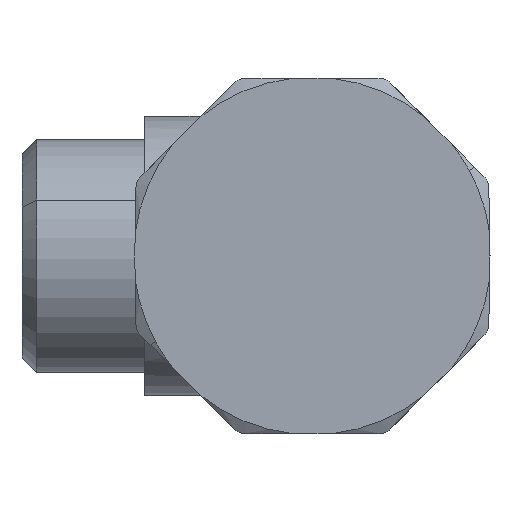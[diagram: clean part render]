
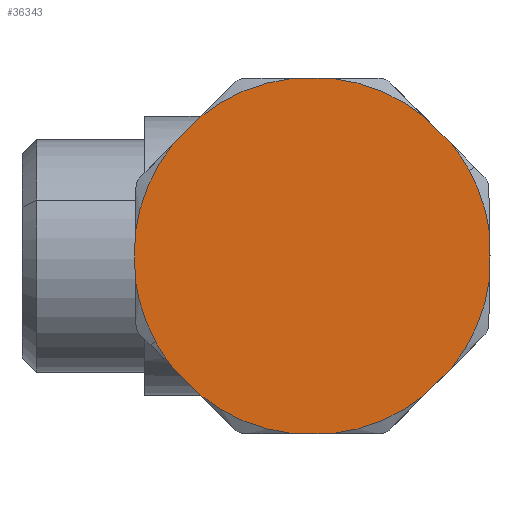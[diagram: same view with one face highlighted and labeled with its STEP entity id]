
A CAD part, left-side view. The second image highlights one B-rep face of the part: STEP entity #36343.
In plain terms, the highlighted planar face has unit normal (-1, 0, 0).
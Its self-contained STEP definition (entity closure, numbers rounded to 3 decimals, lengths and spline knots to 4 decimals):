
#8592=CARTESIAN_POINT('',(-4.1339,-0.4924,
0.3929));
#8599=CARTESIAN_POINT('',(-4.1339,0.,0.));
#8600=DIRECTION('',(-1.,0.,0.));
#8601=DIRECTION('',(0.,0.624,-0.782));
#8602=AXIS2_PLACEMENT_3D('',#8599,#8600,#8601);
#8604=DIRECTION('',(0.,0.707,0.707));
#8605=VECTOR('',#8604,0.1406);
#8606=CARTESIAN_POINT('',(-4.1339,0.3929,
-0.4924));
#8607=LINE('',#8606,#8605);
#8608=CARTESIAN_POINT('',(-4.1339,0.,0.));
#8609=DIRECTION('',(-1.,0.,0.));
#8610=DIRECTION('',(0.,0.878,-0.479));
#8611=AXIS2_PLACEMENT_3D('',#8608,#8609,#8610);
#8613=CARTESIAN_POINT('',(-4.1339,0.,0.));
#8614=DIRECTION('',(-1.,0.,0.));
#8615=DIRECTION('',(0.,0.992,-0.129));
#8616=AXIS2_PLACEMENT_3D('',#8613,#8614,#8615);
#8618=DIRECTION('',(0.,-0.017,-1.));
#8619=VECTOR('',#8618,0.0812);
#8620=CARTESIAN_POINT('',(-4.1339,0.6261,0.));
#8621=LINE('',#8620,#8619);
#8622=DIRECTION('',(0.,0.017,-1.));
#8623=VECTOR('',#8622,0.0812);
#8624=CARTESIAN_POINT('',(-4.1339,0.6247,
0.0812));
#8625=LINE('',#8624,#8623);
#8626=CARTESIAN_POINT('',(-4.1339,0.,0.));
#8627=DIRECTION('',(-1.,0.,0.));
#8628=DIRECTION('',(0.,0.782,0.624));
#8629=AXIS2_PLACEMENT_3D('',#8626,#8627,#8628);
#8631=DIRECTION('',(0.,-0.707,0.707));
#8632=VECTOR('',#8631,0.1406);
#8633=CARTESIAN_POINT('',(-4.1339,0.4924,
0.3929));
#8634=LINE('',#8633,#8632);
#8635=CARTESIAN_POINT('',(-4.1339,0.,0.));
#8636=DIRECTION('',(-1.,0.,0.));
#8637=DIRECTION('',(0.,0.112,0.994));
#8638=AXIS2_PLACEMENT_3D('',#8635,#8636,#8637);
#8640=DIRECTION('',(0.,-1.,0.));
#8641=VECTOR('',#8640,0.1406);
#8642=CARTESIAN_POINT('',(-4.1339,0.0703,
0.626));
#8643=LINE('',#8642,#8641);
#8644=CARTESIAN_POINT('',(-4.1339,0.,0.));
#8645=DIRECTION('',(-1.,0.,0.));
#8646=DIRECTION('',(0.,-0.624,0.782));
#8647=AXIS2_PLACEMENT_3D('',#8644,#8645,#8646);
#8649=DIRECTION('',(0.,-0.707,-0.707));
#8650=VECTOR('',#8649,0.1406);
#8651=CARTESIAN_POINT('',(-4.1339,-0.3929,
0.4924));
#8652=LINE('',#8651,#8650);
#8653=CARTESIAN_POINT('',(-4.1339,0.,0.));
#8654=DIRECTION('',(-1.,0.,0.));
#8655=DIRECTION('',(0.,-0.878,0.479));
#8656=AXIS2_PLACEMENT_3D('',#8653,#8654,#8655);
#8658=CARTESIAN_POINT('',(-4.1339,0.,0.));
#8659=DIRECTION('',(-1.,0.,0.));
#8660=DIRECTION('',(0.,-0.992,0.129));
#8661=AXIS2_PLACEMENT_3D('',#8658,#8659,#8660);
#8663=DIRECTION('',(0.,0.017,1.));
#8664=VECTOR('',#8663,0.0812);
#8665=CARTESIAN_POINT('',(-4.1339,-0.6261,0.));
#8666=LINE('',#8665,#8664);
#8667=DIRECTION('',(0.,0.017,-1.));
#8668=VECTOR('',#8667,0.0812);
#8669=CARTESIAN_POINT('',(-4.1339,-0.6261,0.));
#8670=LINE('',#8669,#8668);
#8671=CARTESIAN_POINT('',(-4.1339,0.,0.));
#8672=DIRECTION('',(-1.,0.,0.));
#8673=DIRECTION('',(0.,-0.782,-0.624));
#8674=AXIS2_PLACEMENT_3D('',#8671,#8672,#8673);
#8676=DIRECTION('',(0.,0.707,-0.707));
#8677=VECTOR('',#8676,0.1406);
#8678=CARTESIAN_POINT('',(-4.1339,-0.4924,
-0.3929));
#8679=LINE('',#8678,#8677);
#8680=CARTESIAN_POINT('',(-4.1339,0.,0.));
#8681=DIRECTION('',(-1.,0.,0.));
#8682=DIRECTION('',(0.,-0.112,-0.994));
#8683=AXIS2_PLACEMENT_3D('',#8680,#8681,#8682);
#8685=DIRECTION('',(0.,1.,0.));
#8686=VECTOR('',#8685,0.1406);
#8687=CARTESIAN_POINT('',(-4.1339,-0.0703,
-0.626));
#8688=LINE('',#8687,#8686);
#8689=CARTESIAN_POINT('',(-4.1339,0.0703,
-0.626));
#8719=CARTESIAN_POINT('',(-4.1339,-0.3929,
-0.4924));
#8749=CARTESIAN_POINT('',(-4.1339,-0.6247,
-0.0812));
#8824=CARTESIAN_POINT('',(-4.1339,0.4924,
-0.3929));
#8840=CARTESIAN_POINT('',(-4.1339,0.6247,
0.0812));
#8857=CARTESIAN_POINT('',(-4.1339,0.3929,
0.4924));
#8879=CARTESIAN_POINT('',(-4.1339,-0.0703,
0.626));
#20009=VERTEX_POINT('',#8719);
#20010=CARTESIAN_POINT('',(-4.1339,-0.4924,
-0.3929));
#20011=VERTEX_POINT('',#20010);
#20016=VERTEX_POINT('',#8689);
#20017=CARTESIAN_POINT('',(-4.1339,-0.0703,
-0.626));
#20018=VERTEX_POINT('',#20017);
#20024=VERTEX_POINT('',#8824);
#20025=CARTESIAN_POINT('',(-4.1339,0.3929,
-0.4924));
#20026=VERTEX_POINT('',#20025);
#20029=CARTESIAN_POINT('',(-4.1339,0.6261,0.));
#20030=CARTESIAN_POINT('',(-4.1339,0.6247,
-0.0812));
#20031=VERTEX_POINT('',#20029);
#20032=VERTEX_POINT('',#20030);
#20048=VERTEX_POINT('',#8857);
#20049=CARTESIAN_POINT('',(-4.1339,0.4924,
0.3929));
#20050=VERTEX_POINT('',#20049);
#20055=VERTEX_POINT('',#8879);
#20056=CARTESIAN_POINT('',(-4.1339,0.0703,
0.626));
#20057=VERTEX_POINT('',#20056);
#20063=VERTEX_POINT('',#8592);
#20064=CARTESIAN_POINT('',(-4.1339,-0.3929,
0.4924));
#20065=VERTEX_POINT('',#20064);
#20066=CARTESIAN_POINT('',(-4.1339,-0.6261,0.));
#20067=CARTESIAN_POINT('',(-4.1339,-0.6247,
0.0812));
#20068=VERTEX_POINT('',#20066);
#20069=VERTEX_POINT('',#20067);
#20073=VERTEX_POINT('',#8749);
#20082=VERTEX_POINT('',#8840);
#20181=CARTESIAN_POINT('',(-4.1339,0.5528,
-0.302));
#20182=VERTEX_POINT('',#20181);
#20183=CARTESIAN_POINT('',(-4.1339,-0.5528,
0.302));
#20184=VERTEX_POINT('',#20183);
#36305=CARTESIAN_POINT('',(-4.1339,-0.6299,0.));
#36306=DIRECTION('',(-1.,0.,0.));
#36307=DIRECTION('',(0.,1.,0.));
#36308=AXIS2_PLACEMENT_3D('',#36305,#36306,#36307);
#36309=PLANE('',#36308);
#36311=ORIENTED_EDGE('',*,*,#36310,.F.);
#36313=ORIENTED_EDGE('',*,*,#36312,.T.);
#36315=ORIENTED_EDGE('',*,*,#36314,.F.);
#36317=ORIENTED_EDGE('',*,*,#36316,.F.);
#36318=ORIENTED_EDGE('',*,*,#36136,.F.);
#36319=ORIENTED_EDGE('',*,*,#36157,.F.);
#36321=ORIENTED_EDGE('',*,*,#36320,.F.);
#36322=ORIENTED_EDGE('',*,*,#36192,.T.);
#36324=ORIENTED_EDGE('',*,*,#36323,.F.);
#36325=ORIENTED_EDGE('',*,*,#36224,.T.);
#36327=ORIENTED_EDGE('',*,*,#36326,.F.);
#36328=ORIENTED_EDGE('',*,*,#36258,.T.);
#36329=ORIENTED_EDGE('',*,*,#36298,.F.);
#36330=ORIENTED_EDGE('',*,*,#36288,.F.);
#36331=ORIENTED_EDGE('',*,*,#35620,.F.);
#36332=ORIENTED_EDGE('',*,*,#35642,.T.);
#36334=ORIENTED_EDGE('',*,*,#36333,.F.);
#36336=ORIENTED_EDGE('',*,*,#36335,.T.);
#36338=ORIENTED_EDGE('',*,*,#36337,.F.);
#36340=ORIENTED_EDGE('',*,*,#36339,.T.);
#36341=EDGE_LOOP('',(#36311,#36313,#36315,#36317,#36318,#36319,#36321,#36322,
#36324,#36325,#36327,#36328,#36329,#36330,#36331,#36332,#36334,#36336,#36338,
#36340));
#36342=FACE_OUTER_BOUND('',#36341,.F.);
#36343=ADVANCED_FACE('',(#36342),#36309,.T.);
#8603=CIRCLE('',#8602,0.6299);
#8612=CIRCLE('',#8611,0.6299);
#8617=CIRCLE('',#8616,0.6299);
#8630=CIRCLE('',#8629,0.6299);
#8639=CIRCLE('',#8638,0.6299);
#8648=CIRCLE('',#8647,0.6299);
#8657=CIRCLE('',#8656,0.6299);
#8662=CIRCLE('',#8661,0.6299);
#8675=CIRCLE('',#8674,0.6299);
#8684=CIRCLE('',#8683,0.6299);
#35620=EDGE_CURVE('',#20068,#20069,#8666,.T.);
#35642=EDGE_CURVE('',#20068,#20073,#8670,.T.);
#36136=EDGE_CURVE('',#20031,#20032,#8621,.T.);
#36157=EDGE_CURVE('',#20082,#20031,#8625,.T.);
#36192=EDGE_CURVE('',#20050,#20048,#8634,.T.);
#36224=EDGE_CURVE('',#20057,#20055,#8643,.T.);
#36258=EDGE_CURVE('',#20065,#20063,#8652,.T.);
#36288=EDGE_CURVE('',#20069,#20184,#8662,.T.);
#36298=EDGE_CURVE('',#20184,#20063,#8657,.T.);
#36310=EDGE_CURVE('',#20026,#20016,#8603,.T.);
#36312=EDGE_CURVE('',#20026,#20024,#8607,.T.);
#36314=EDGE_CURVE('',#20182,#20024,#8612,.T.);
#36316=EDGE_CURVE('',#20032,#20182,#8617,.T.);
#36320=EDGE_CURVE('',#20050,#20082,#8630,.T.);
#36323=EDGE_CURVE('',#20057,#20048,#8639,.T.);
#36326=EDGE_CURVE('',#20065,#20055,#8648,.T.);
#36333=EDGE_CURVE('',#20011,#20073,#8675,.T.);
#36335=EDGE_CURVE('',#20011,#20009,#8679,.T.);
#36337=EDGE_CURVE('',#20018,#20009,#8684,.T.);
#36339=EDGE_CURVE('',#20018,#20016,#8688,.T.);
